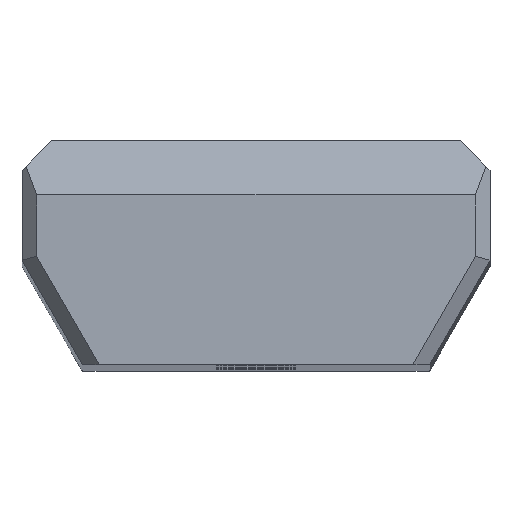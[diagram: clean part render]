
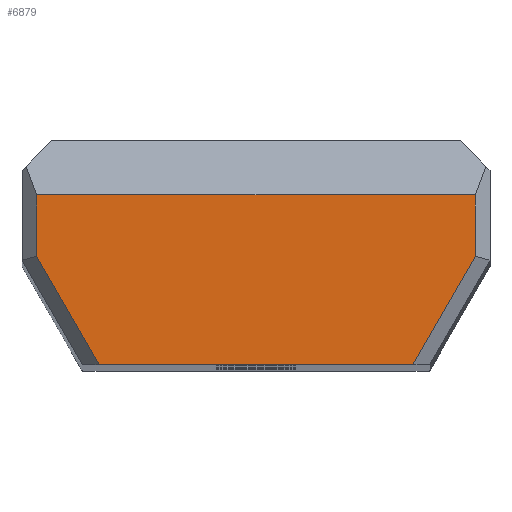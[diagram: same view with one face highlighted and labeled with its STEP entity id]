
A CAD part, top view. The second image highlights one B-rep face of the part: STEP entity #6879.
In plain terms, the highlighted planar face has unit normal (0, 0, 1).
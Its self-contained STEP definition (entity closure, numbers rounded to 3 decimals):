
#238 = ORIENTED_EDGE ( 'NONE', *, *, #8361, .T. ) ;
#387 = DIRECTION ( 'NONE',  ( 0., 0., 1. ) ) ;
#427 = PLANE ( 'NONE',  #7349 ) ;
#536 = CARTESIAN_POINT ( 'NONE',  ( -5.504, 0.25, 63.752 ) ) ;
#615 = DIRECTION ( 'NONE',  ( 0.5, -0.866, 0. ) ) ;
#919 = CARTESIAN_POINT ( 'NONE',  ( 7.5, 5.8, 63.752 ) ) ;
#1690 = VERTEX_POINT ( 'NONE', #9247 ) ;
#1758 = LINE ( 'NONE', #3112, #9506 ) ;
#1978 = VERTEX_POINT ( 'NONE', #6314 ) ;
#2010 = DIRECTION ( 'NONE',  ( 0., 1., 0. ) ) ;
#2102 = EDGE_CURVE ( 'NONE', #10113, #4000, #1758, .T. ) ;
#2158 = ORIENTED_EDGE ( 'NONE', *, *, #3258, .T. ) ;
#2383 = CARTESIAN_POINT ( 'NONE',  ( 5.36, 0., 63.752 ) ) ;
#2752 = VECTOR ( 'NONE', #3318, 1000. ) ;
#3082 = DIRECTION ( 'NONE',  ( 0., -1., 0. ) ) ;
#3112 = CARTESIAN_POINT ( 'NONE',  ( 8., 5.8, 63.752 ) ) ;
#3222 = CARTESIAN_POINT ( 'NONE',  ( -7.5, 5.8, 63.752 ) ) ;
#3258 = EDGE_CURVE ( 'NONE', #1978, #10790, #11404, .T. ) ;
#3318 = DIRECTION ( 'NONE',  ( 1., 0., 0. ) ) ;
#3566 = FACE_OUTER_BOUND ( 'NONE', #9305, .T. ) ;
#3875 = ORIENTED_EDGE ( 'NONE', *, *, #2102, .T. ) ;
#3919 = EDGE_CURVE ( 'NONE', #1690, #10113, #9182, .T. ) ;
#3948 = VECTOR ( 'NONE', #615, 1000. ) ;
#4000 = VERTEX_POINT ( 'NONE', #3222 ) ;
#4374 = ORIENTED_EDGE ( 'NONE', *, *, #9767, .T. ) ;
#4887 = DIRECTION ( 'NONE',  ( 0.5, 0.866, 0. ) ) ;
#5075 = DIRECTION ( 'NONE',  ( 1., 0., 0. ) ) ;
#5523 = EDGE_CURVE ( 'NONE', #10790, #1690, #8433, .T. ) ;
#5851 = CARTESIAN_POINT ( 'NONE',  ( 7.567, 3.822, 63.752 ) ) ;
#5933 = DIRECTION ( 'NONE',  ( -1., 0., 0. ) ) ;
#5944 = VECTOR ( 'NONE', #4887, 1000. ) ;
#5988 = CARTESIAN_POINT ( 'NONE',  ( -7.5, 3.706, 63.752 ) ) ;
#6268 = VECTOR ( 'NONE', #3082, 1000. ) ;
#6314 = CARTESIAN_POINT ( 'NONE',  ( -5.36, 0., 63.752 ) ) ;
#6679 = VECTOR ( 'NONE', #2010, 1000. ) ;
#6754 = CARTESIAN_POINT ( 'NONE',  ( 7.5, 5.8, 63.752 ) ) ;
#6879 = ADVANCED_FACE ( 'NONE', ( #3566 ), #427, .T. ) ;
#7013 = CARTESIAN_POINT ( 'NONE',  ( 0., 0., 63.752 ) ) ;
#7047 = LINE ( 'NONE', #536, #3948 ) ;
#7349 = AXIS2_PLACEMENT_3D ( 'NONE', #7013, #387, #5075 ) ;
#7549 = ORIENTED_EDGE ( 'NONE', *, *, #5523, .T. ) ;
#8361 = EDGE_CURVE ( 'NONE', #8890, #1978, #7047, .T. ) ;
#8433 = LINE ( 'NONE', #5851, #5944 ) ;
#8890 = VERTEX_POINT ( 'NONE', #5988 ) ;
#9182 = LINE ( 'NONE', #6754, #6679 ) ;
#9247 = CARTESIAN_POINT ( 'NONE',  ( 7.5, 3.706, 63.752 ) ) ;
#9305 = EDGE_LOOP ( 'NONE', ( #4374, #238, #2158, #7549, #11250, #3875 ) ) ;
#9506 = VECTOR ( 'NONE', #5933, 1000. ) ;
#9566 = CARTESIAN_POINT ( 'NONE',  ( -7.5, 3.572, 63.752 ) ) ;
#9767 = EDGE_CURVE ( 'NONE', #4000, #8890, #12133, .T. ) ;
#10113 = VERTEX_POINT ( 'NONE', #919 ) ;
#10759 = CARTESIAN_POINT ( 'NONE',  ( -5.938, 0., 63.752 ) ) ;
#10790 = VERTEX_POINT ( 'NONE', #2383 ) ;
#11250 = ORIENTED_EDGE ( 'NONE', *, *, #3919, .T. ) ;
#11404 = LINE ( 'NONE', #10759, #2752 ) ;
#12133 = LINE ( 'NONE', #9566, #6268 ) ;
